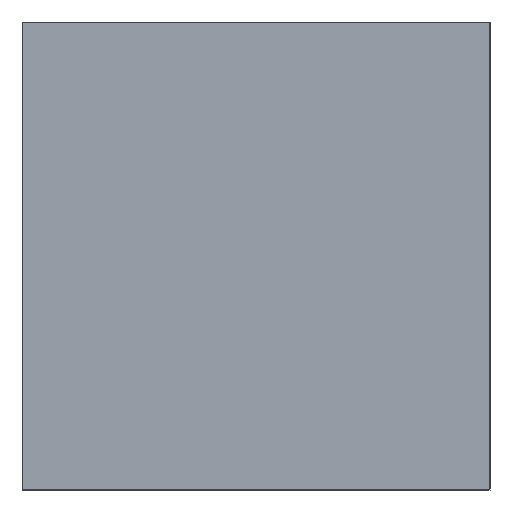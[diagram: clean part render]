
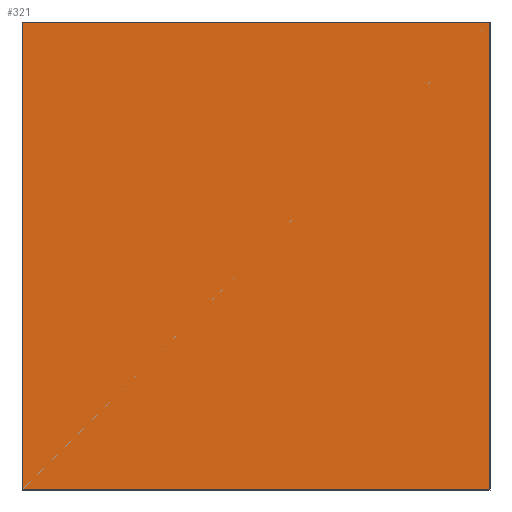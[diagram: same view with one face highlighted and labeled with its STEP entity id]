
A CAD part, left-side view. The second image highlights one B-rep face of the part: STEP entity #321.
In plain terms, the highlighted planar face has unit normal (-1, 0, 0).
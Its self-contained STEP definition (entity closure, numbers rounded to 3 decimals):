
#2 = CARTESIAN_POINT ( 'NONE',  ( -1., 2., 1. ) ) ;
#5 = ORIENTED_EDGE ( 'NONE', *, *, #240, .T. ) ;
#34 = DIRECTION ( 'NONE',  ( 1., 0., 0. ) ) ;
#46 = VECTOR ( 'NONE', #181, 1000. ) ;
#64 = ORIENTED_EDGE ( 'NONE', *, *, #369, .T. ) ;
#65 = FACE_OUTER_BOUND ( 'NONE', #221, .T. ) ;
#72 = VERTEX_POINT ( 'NONE', #276 ) ;
#78 = CARTESIAN_POINT ( 'NONE',  ( -1., 0., -1. ) ) ;
#82 = LINE ( 'NONE', #195, #339 ) ;
#119 = CARTESIAN_POINT ( 'NONE',  ( -1., 2., -1. ) ) ;
#125 = EDGE_CURVE ( 'NONE', #227, #293, #127, .T. ) ;
#127 = LINE ( 'NONE', #262, #46 ) ;
#153 = VECTOR ( 'NONE', #179, 1000. ) ;
#161 = ORIENTED_EDGE ( 'NONE', *, *, #328, .F. ) ;
#171 = AXIS2_PLACEMENT_3D ( 'NONE', #119, #34, #324 ) ;
#179 = DIRECTION ( 'NONE',  ( 0., -1., 0. ) ) ;
#181 = DIRECTION ( 'NONE',  ( 0., 0., 1. ) ) ;
#195 = CARTESIAN_POINT ( 'NONE',  ( -1., 0., -1. ) ) ;
#200 = CARTESIAN_POINT ( 'NONE',  ( -1., 2., -1. ) ) ;
#201 = PLANE ( 'NONE',  #171 ) ;
#219 = DIRECTION ( 'NONE',  ( 0., 0., 1. ) ) ;
#221 = EDGE_LOOP ( 'NONE', ( #5, #161, #362, #64 ) ) ;
#227 = VERTEX_POINT ( 'NONE', #343 ) ;
#232 = VERTEX_POINT ( 'NONE', #78 ) ;
#240 = EDGE_CURVE ( 'NONE', #232, #72, #82, .T. ) ;
#256 = LINE ( 'NONE', #285, #331 ) ;
#262 = CARTESIAN_POINT ( 'NONE',  ( -1., 2., -1. ) ) ;
#276 = CARTESIAN_POINT ( 'NONE',  ( -1., 0., 1. ) ) ;
#285 = CARTESIAN_POINT ( 'NONE',  ( -1., 2., 1. ) ) ;
#293 = VERTEX_POINT ( 'NONE', #2 ) ;
#304 = LINE ( 'NONE', #200, #153 ) ;
#320 = DIRECTION ( 'NONE',  ( 0., -1., 0. ) ) ;
#321 = ADVANCED_FACE ( 'NONE', ( #65 ), #201, .F. ) ;
#324 = DIRECTION ( 'NONE',  ( 0., 0., -1. ) ) ;
#328 = EDGE_CURVE ( 'NONE', #293, #72, #256, .T. ) ;
#331 = VECTOR ( 'NONE', #320, 1000. ) ;
#339 = VECTOR ( 'NONE', #219, 1000. ) ;
#343 = CARTESIAN_POINT ( 'NONE',  ( -1., 2., -1. ) ) ;
#362 = ORIENTED_EDGE ( 'NONE', *, *, #125, .F. ) ;
#369 = EDGE_CURVE ( 'NONE', #227, #232, #304, .T. ) ;
